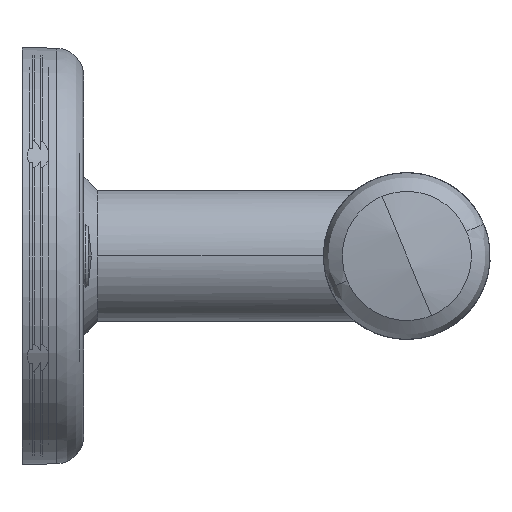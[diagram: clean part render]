
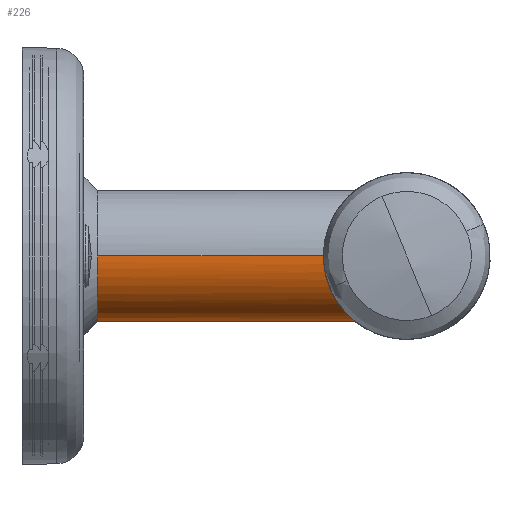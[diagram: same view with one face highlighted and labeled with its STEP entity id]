
A CAD part, left-side view. The second image highlights one B-rep face of the part: STEP entity #226.
In plain terms, the highlighted cylindrical face has radius 12.5 mm (diameter 25 mm), a partial arc.
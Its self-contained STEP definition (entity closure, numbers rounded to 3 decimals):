
#226=ADVANCED_FACE('',(#502),#4864,.T.);
#502=FACE_OUTER_BOUND('',#780,.T.);
#780=EDGE_LOOP('',(#1409,#1410,#1411,#1412,#1413));
#1409=ORIENTED_EDGE('',*,*,#2808,.F.);
#1410=ORIENTED_EDGE('',*,*,#2811,.F.);
#1411=ORIENTED_EDGE('',*,*,#2809,.F.);
#1412=ORIENTED_EDGE('',*,*,#2812,.F.);
#1413=ORIENTED_EDGE('',*,*,#2810,.F.);
#2808=EDGE_CURVE('',#4320,#4321,#3909,.T.);
#2809=EDGE_CURVE('',#4322,#4319,#3910,.T.);
#2810=EDGE_CURVE('',#4321,#4323,#3494,.T.);
#2811=EDGE_CURVE('',#4319,#4320,#3911,.T.);
#2812=EDGE_CURVE('',#4323,#4322,#3495,.T.);
#3494=(
BOUNDED_CURVE()
B_SPLINE_CURVE(2,(#11395,#11396,#11397),.UNSPECIFIED.,.F.,.F.)
B_SPLINE_CURVE_WITH_KNOTS((3,3),(0.,19.635),.UNSPECIFIED.)
CURVE()
GEOMETRIC_REPRESENTATION_ITEM()
RATIONAL_B_SPLINE_CURVE((1.,0.707,1.))
REPRESENTATION_ITEM('')
);
#3495=(
BOUNDED_CURVE()
B_SPLINE_CURVE(2,(#11448,#11449,#11450),.UNSPECIFIED.,.F.,.F.)
B_SPLINE_CURVE_WITH_KNOTS((3,3),(0.,19.635),.UNSPECIFIED.)
CURVE()
GEOMETRIC_REPRESENTATION_ITEM()
RATIONAL_B_SPLINE_CURVE((1.,0.707,1.))
REPRESENTATION_ITEM('')
);
#3909=B_SPLINE_CURVE_WITH_KNOTS('',1,(#11391,#11392),.UNSPECIFIED.,.F.,
 .F.,(2,2),(0.,43.075),.UNSPECIFIED.);
#3910=B_SPLINE_CURVE_WITH_KNOTS('',1,(#11393,#11394),.UNSPECIFIED.,.F.,
 .F.,(2,2),(0.,43.075),.UNSPECIFIED.);
#3911=B_SPLINE_CURVE_WITH_KNOTS('',3,(#11398,#11399,#11400,#11401,#11402,
#11403,#11404,#11405,#11406,#11407,#11408,#11409,#11410,#11411,#11412,#11413,
#11414,#11415,#11416,#11417,#11418,#11419,#11420,#11421,#11422,#11423,#11424,
#11425,#11426,#11427,#11428,#11429,#11430,#11431,#11432,#11433,#11434,#11435,
#11436,#11437,#11438,#11439,#11440,#11441,#11442,#11443,#11444,#11445,#11446,
#11447),.UNSPECIFIED.,.F.,.F.,(4,2,2,2,2,2,2,2,2,2,2,2,2,2,2,2,2,2,2,2,
2,2,2,2,4),(0.,2.597,3.895,5.193,7.79,
9.088,10.387,12.983,14.281,15.58,
18.176,19.475,20.773,22.071,23.37,
24.668,25.966,28.563,31.16,32.458,
33.756,36.353,38.949,40.248,41.546),
 .UNSPECIFIED.);
#4319=VERTEX_POINT('',#10623);
#4320=VERTEX_POINT('',#10624);
#4321=VERTEX_POINT('',#10625);
#4322=VERTEX_POINT('',#10626);
#4323=VERTEX_POINT('',#10627);
#4864=CYLINDRICAL_SURFACE('',#4956,12.5);
#4956=AXIS2_PLACEMENT_3D('',#9554,#5087,$);
#5087=DIRECTION('',(0.,1.,0.));
#9554=CARTESIAN_POINT('',(-350.,50.301,0.));
#10623=CARTESIAN_POINT('',(-362.5,31.8,0.));
#10624=CARTESIAN_POINT('',(-337.5,31.8,0.));
#10625=CARTESIAN_POINT('',(-337.5,74.875,0.));
#10626=CARTESIAN_POINT('',(-362.5,74.875,0.));
#10627=CARTESIAN_POINT('',(-350.,74.875,-12.5));
#11391=CARTESIAN_POINT('',(-337.5,31.8,0.));
#11392=CARTESIAN_POINT('',(-337.5,74.875,0.));
#11393=CARTESIAN_POINT('',(-362.5,74.875,0.));
#11394=CARTESIAN_POINT('',(-362.5,31.8,0.));
#11395=CARTESIAN_POINT('',(-337.5,74.875,0.));
#11396=CARTESIAN_POINT('',(-337.5,74.875,-12.5));
#11397=CARTESIAN_POINT('',(-350.,74.875,-12.5));
#11398=CARTESIAN_POINT('',(-362.5,31.8,0.));
#11399=CARTESIAN_POINT('',(-362.5,31.8,-0.872));
#11400=CARTESIAN_POINT('',(-362.407,31.726,-1.748));
#11401=CARTESIAN_POINT('',(-362.143,31.52,-2.998));
#11402=CARTESIAN_POINT('',(-362.034,31.436,-3.407));
#11403=CARTESIAN_POINT('',(-361.778,31.239,-4.208));
#11404=CARTESIAN_POINT('',(-361.629,31.125,-4.602));
#11405=CARTESIAN_POINT('',(-361.132,30.747,-5.747));
#11406=CARTESIAN_POINT('',(-360.737,30.452,-6.449));
#11407=CARTESIAN_POINT('',(-360.063,29.964,-7.426));
#11408=CARTESIAN_POINT('',(-359.824,29.794,-7.739));
#11409=CARTESIAN_POINT('',(-359.319,29.441,-8.34));
#11410=CARTESIAN_POINT('',(-359.051,29.258,-8.63));
#11411=CARTESIAN_POINT('',(-358.213,28.7,-9.455));
#11412=CARTESIAN_POINT('',(-357.615,28.321,-9.943));
#11413=CARTESIAN_POINT('',(-356.652,27.763,-10.59));
#11414=CARTESIAN_POINT('',(-356.319,27.579,-10.792));
#11415=CARTESIAN_POINT('',(-355.629,27.221,-11.168));
#11416=CARTESIAN_POINT('',(-355.269,27.045,-11.342));
#11417=CARTESIAN_POINT('',(-354.163,26.551,-11.814));
#11418=CARTESIAN_POINT('',(-353.389,26.264,-12.061));
#11419=CARTESIAN_POINT('',(-352.153,25.952,-12.32));
#11420=CARTESIAN_POINT('',(-351.727,25.868,-12.388));
#11421=CARTESIAN_POINT('',(-350.875,25.756,-12.477));
#11422=CARTESIAN_POINT('',(-350.447,25.727,-12.499));
#11423=CARTESIAN_POINT('',(-349.582,25.726,-12.5));
#11424=CARTESIAN_POINT('',(-349.143,25.755,-12.478));
#11425=CARTESIAN_POINT('',(-348.288,25.865,-12.39));
#11426=CARTESIAN_POINT('',(-347.87,25.947,-12.324));
#11427=CARTESIAN_POINT('',(-347.048,26.153,-12.154));
#11428=CARTESIAN_POINT('',(-346.642,26.278,-12.048));
#11429=CARTESIAN_POINT('',(-345.858,26.558,-11.801));
#11430=CARTESIAN_POINT('',(-345.479,26.711,-11.661));
#11431=CARTESIAN_POINT('',(-344.38,27.201,-11.194));
#11432=CARTESIAN_POINT('',(-343.692,27.565,-10.82));
#11433=CARTESIAN_POINT('',(-342.389,28.318,-9.947));
#11434=CARTESIAN_POINT('',(-341.789,28.699,-9.457));
#11435=CARTESIAN_POINT('',(-340.956,29.253,-8.638));
#11436=CARTESIAN_POINT('',(-340.69,29.435,-8.351));
#11437=CARTESIAN_POINT('',(-340.18,29.791,-7.745));
#11438=CARTESIAN_POINT('',(-339.938,29.964,-7.427));
#11439=CARTESIAN_POINT('',(-339.256,30.456,-6.439));
#11440=CARTESIAN_POINT('',(-338.86,30.753,-5.732));
#11441=CARTESIAN_POINT('',(-338.198,31.256,-4.201));
#11442=CARTESIAN_POINT('',(-337.941,31.455,-3.401));
#11443=CARTESIAN_POINT('',(-337.678,31.66,-2.147));
#11444=CARTESIAN_POINT('',(-337.611,31.713,-1.717));
#11445=CARTESIAN_POINT('',(-337.522,31.783,-0.859));
#11446=CARTESIAN_POINT('',(-337.5,31.8,-0.429));
#11447=CARTESIAN_POINT('',(-337.5,31.8,0.));
#11448=CARTESIAN_POINT('',(-350.,74.875,-12.5));
#11449=CARTESIAN_POINT('',(-362.5,74.875,-12.5));
#11450=CARTESIAN_POINT('',(-362.5,74.875,0.));
